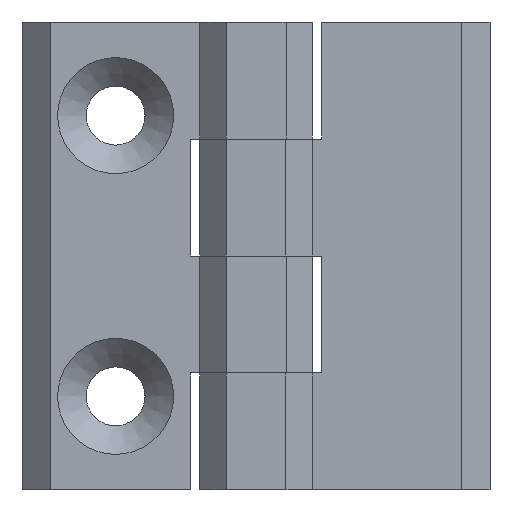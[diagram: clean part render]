
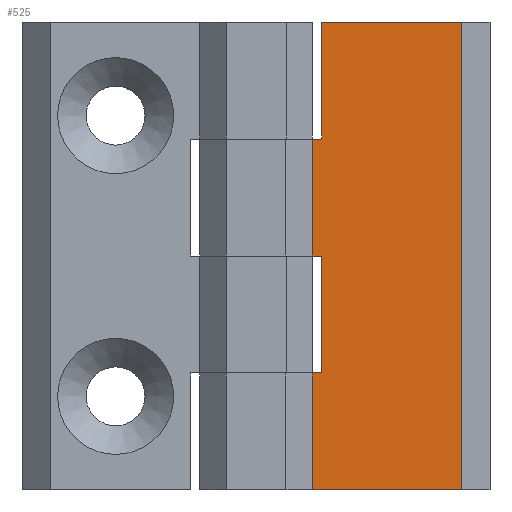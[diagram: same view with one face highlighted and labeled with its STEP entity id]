
A CAD part, front view. The second image highlights one B-rep face of the part: STEP entity #525.
In plain terms, the highlighted planar face has unit normal (0, -1, 0).
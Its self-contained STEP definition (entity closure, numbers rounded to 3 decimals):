
#525 = ADVANCED_FACE( '', ( #1134 ), #1135, .F. );
#1134 = FACE_OUTER_BOUND( '', #1810, .T. );
#1135 = PLANE( '', #1811 );
#1810 = EDGE_LOOP( '', ( #4083, #4084, #4085, #4086, #4087, #4088, #4089, #4090, #4091, #4092 ) );
#1811 = AXIS2_PLACEMENT_3D( '', #4093, #4094, #4095 );
#4083 = ORIENTED_EDGE( '', *, *, #5152, .F. );
#4084 = ORIENTED_EDGE( '', *, *, #5153, .T. );
#4085 = ORIENTED_EDGE( '', *, *, #5097, .T. );
#4086 = ORIENTED_EDGE( '', *, *, #5154, .T. );
#4087 = ORIENTED_EDGE( '', *, *, #4960, .F. );
#4088 = ORIENTED_EDGE( '', *, *, #5151, .F. );
#4089 = ORIENTED_EDGE( '', *, *, #5155, .F. );
#4090 = ORIENTED_EDGE( '', *, *, #5105, .T. );
#4091 = ORIENTED_EDGE( '', *, *, #5116, .T. );
#4092 = ORIENTED_EDGE( '', *, *, #5156, .F. );
#4093 = CARTESIAN_POINT( '', ( 6., 0.5, 25. ) );
#4094 = DIRECTION( '', ( 0., 1., 0. ) );
#4095 = DIRECTION( '', ( -1., 0., 0. ) );
#4960 = EDGE_CURVE( '', #6032, #6027, #6034, .T. );
#5097 = EDGE_CURVE( '', #6269, #6270, #6271, .T. );
#5105 = EDGE_CURVE( '', #6286, #6284, #6287, .T. );
#5116 = EDGE_CURVE( '', #6284, #6303, #6306, .T. );
#5151 = EDGE_CURVE( '', #6356, #6032, #6358, .T. );
#5152 = EDGE_CURVE( '', #6359, #6360, #6361, .T. );
#5153 = EDGE_CURVE( '', #6359, #6269, #6362, .T. );
#5154 = EDGE_CURVE( '', #6270, #6027, #6363, .T. );
#5155 = EDGE_CURVE( '', #6286, #6356, #6364, .T. );
#5156 = EDGE_CURVE( '', #6360, #6303, #6365, .T. );
#6027 = VERTEX_POINT( '', #7948 );
#6032 = VERTEX_POINT( '', #7955 );
#6034 = LINE( '', #7958, #7959 );
#6269 = VERTEX_POINT( '', #8529 );
#6270 = VERTEX_POINT( '', #8530 );
#6271 = LINE( '', #8531, #8532 );
#6284 = VERTEX_POINT( '', #8550 );
#6286 = VERTEX_POINT( '', #8553 );
#6287 = LINE( '', #8554, #8555 );
#6303 = VERTEX_POINT( '', #8579 );
#6306 = LINE( '', #8583, #8584 );
#6356 = VERTEX_POINT( '', #8664 );
#6358 = LINE( '', #8667, #8668 );
#6359 = VERTEX_POINT( '', #8669 );
#6360 = VERTEX_POINT( '', #8670 );
#6361 = LINE( '', #8671, #8672 );
#6362 = LINE( '', #8673, #8674 );
#6363 = LINE( '', #8675, #8676 );
#6364 = LINE( '', #8677, #8678 );
#6365 = LINE( '', #8679, #8680 );
#7948 = CARTESIAN_POINT( '', ( 22., 0.5, -25. ) );
#7955 = CARTESIAN_POINT( '', ( 22., 0.5, 25. ) );
#7958 = CARTESIAN_POINT( '', ( 22., 0.5, 25. ) );
#7959 = VECTOR( '', #9408, 1000. );
#8529 = CARTESIAN_POINT( '', ( 6., 0.5, -12.5 ) );
#8530 = CARTESIAN_POINT( '', ( 6., 0.5, -25. ) );
#8531 = CARTESIAN_POINT( '', ( 6., 0.5, 25. ) );
#8532 = VECTOR( '', #9495, 1000. );
#8550 = CARTESIAN_POINT( '', ( 6., 0.5, 12.5 ) );
#8553 = CARTESIAN_POINT( '', ( 7., 0.5, 12.5 ) );
#8554 = CARTESIAN_POINT( '', ( 7., 0.5, 12.5 ) );
#8555 = VECTOR( '', #9505, 1000. );
#8579 = CARTESIAN_POINT( '', ( 6., 0.5, 0. ) );
#8583 = CARTESIAN_POINT( '', ( 6., 0.5, 25. ) );
#8584 = VECTOR( '', #9518, 1000. );
#8664 = CARTESIAN_POINT( '', ( 7., 0.5, 25. ) );
#8667 = CARTESIAN_POINT( '', ( 6., 0.5, 25. ) );
#8668 = VECTOR( '', #9559, 1000. );
#8669 = CARTESIAN_POINT( '', ( 7., 0.5, -12.5 ) );
#8670 = CARTESIAN_POINT( '', ( 7., 0.5, 0. ) );
#8671 = CARTESIAN_POINT( '', ( 7., 0.5, -12.5 ) );
#8672 = VECTOR( '', #9560, 1000. );
#8673 = CARTESIAN_POINT( '', ( 7., 0.5, -12.5 ) );
#8674 = VECTOR( '', #9561, 1000. );
#8675 = CARTESIAN_POINT( '', ( 6., 0.5, -25. ) );
#8676 = VECTOR( '', #9562, 1000. );
#8677 = CARTESIAN_POINT( '', ( 7., 0.5, 12.5 ) );
#8678 = VECTOR( '', #9563, 1000. );
#8679 = CARTESIAN_POINT( '', ( 7., 0.5, 0. ) );
#8680 = VECTOR( '', #9564, 1000. );
#9408 = DIRECTION( '', ( 0., 0., -1. ) );
#9495 = DIRECTION( '', ( 0., 0., -1. ) );
#9505 = DIRECTION( '', ( -1., 0., 0. ) );
#9518 = DIRECTION( '', ( 0., 0., -1. ) );
#9559 = DIRECTION( '', ( 1., 0., 0. ) );
#9560 = DIRECTION( '', ( 0., 0., 1. ) );
#9561 = DIRECTION( '', ( -1., 0., 0. ) );
#9562 = DIRECTION( '', ( 1., 0., 0. ) );
#9563 = DIRECTION( '', ( 0., 0., 1. ) );
#9564 = DIRECTION( '', ( -1., 0., 0. ) );
